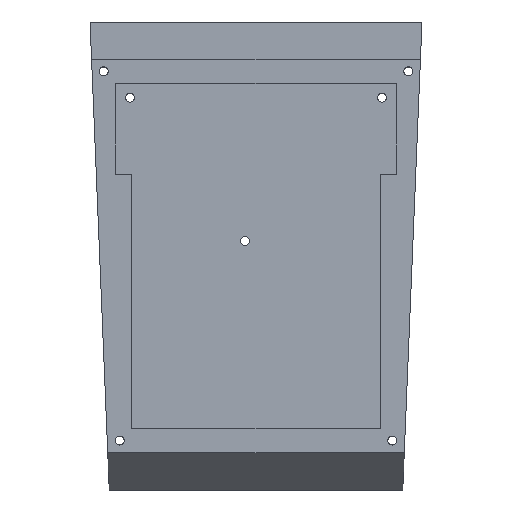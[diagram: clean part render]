
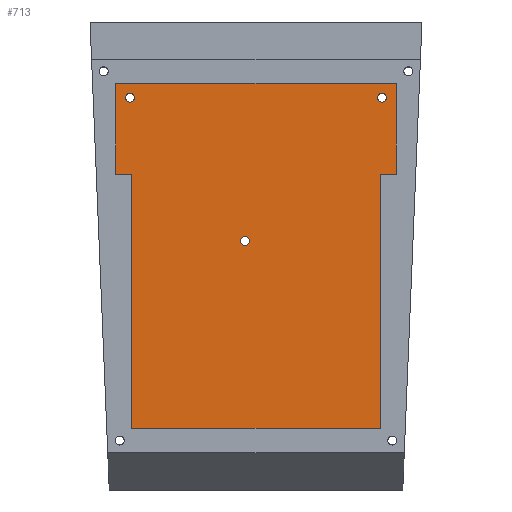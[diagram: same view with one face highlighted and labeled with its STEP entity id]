
A CAD part, top view. The second image highlights one B-rep face of the part: STEP entity #713.
In plain terms, the highlighted planar face has unit normal (0, 0, 1).
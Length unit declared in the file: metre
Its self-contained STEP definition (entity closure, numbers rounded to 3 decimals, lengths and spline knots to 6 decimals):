
#51=CIRCLE('',#783,0.0011);
#52=CIRCLE('',#784,0.0011);
#53=CIRCLE('',#785,0.0011);
#159=ORIENTED_EDGE('',*,*,#253,.F.);
#160=ORIENTED_EDGE('',*,*,#317,.T.);
#161=ORIENTED_EDGE('',*,*,#279,.T.);
#162=ORIENTED_EDGE('',*,*,#318,.T.);
#163=ORIENTED_EDGE('',*,*,#257,.F.);
#164=ORIENTED_EDGE('',*,*,#272,.T.);
#165=ORIENTED_EDGE('',*,*,#269,.F.);
#166=ORIENTED_EDGE('',*,*,#266,.F.);
#167=ORIENTED_EDGE('',*,*,#263,.T.);
#168=ORIENTED_EDGE('',*,*,#259,.T.);
#169=ORIENTED_EDGE('',*,*,#303,.T.);
#170=ORIENTED_EDGE('',*,*,#274,.T.);
#171=ORIENTED_EDGE('',*,*,#319,.F.);
#172=ORIENTED_EDGE('',*,*,#320,.F.);
#173=ORIENTED_EDGE('',*,*,#321,.F.);
#253=EDGE_CURVE('',#344,#345,#413,.T.);
#257=EDGE_CURVE('',#348,#349,#417,.T.);
#259=EDGE_CURVE('',#350,#351,#418,.T.);
#263=EDGE_CURVE('',#354,#350,#422,.T.);
#266=EDGE_CURVE('',#354,#356,#425,.T.);
#269=EDGE_CURVE('',#356,#358,#428,.T.);
#272=EDGE_CURVE('',#348,#358,#431,.T.);
#274=EDGE_CURVE('',#360,#345,#433,.T.);
#279=EDGE_CURVE('',#364,#365,#436,.T.);
#303=EDGE_CURVE('',#351,#360,#454,.T.);
#317=EDGE_CURVE('',#344,#364,#464,.T.);
#318=EDGE_CURVE('',#365,#349,#465,.F.);
#319=EDGE_CURVE('',#392,#392,#51,.T.);
#320=EDGE_CURVE('',#393,#393,#52,.T.);
#321=EDGE_CURVE('',#394,#394,#53,.T.);
#344=VERTEX_POINT('',#1039);
#345=VERTEX_POINT('',#1041);
#348=VERTEX_POINT('',#1047);
#349=VERTEX_POINT('',#1049);
#350=VERTEX_POINT('',#1053);
#351=VERTEX_POINT('',#1054);
#354=VERTEX_POINT('',#1062);
#356=VERTEX_POINT('',#1068);
#358=VERTEX_POINT('',#1074);
#360=VERTEX_POINT('',#1083);
#364=VERTEX_POINT('',#1093);
#365=VERTEX_POINT('',#1094);
#392=VERTEX_POINT('',#1168);
#393=VERTEX_POINT('',#1170);
#394=VERTEX_POINT('',#1172);
#413=LINE('',#1040,#474);
#417=LINE('',#1048,#478);
#418=LINE('',#1052,#479);
#422=LINE('',#1061,#483);
#425=LINE('',#1067,#486);
#428=LINE('',#1073,#489);
#431=LINE('',#1079,#492);
#433=LINE('',#1082,#494);
#436=LINE('',#1092,#497);
#454=LINE('',#1142,#515);
#464=LINE('',#1165,#525);
#465=LINE('',#1166,#526);
#474=VECTOR('',#835,1.);
#478=VECTOR('',#839,1.);
#479=VECTOR('',#844,1.);
#483=VECTOR('',#850,1.);
#486=VECTOR('',#855,1.);
#489=VECTOR('',#860,1.);
#492=VECTOR('',#865,1.);
#494=VECTOR('',#869,1.);
#497=VECTOR('',#878,1.);
#515=VECTOR('',#912,1.);
#525=VECTOR('',#940,1.);
#526=VECTOR('',#941,1.);
#556=EDGE_LOOP('',(#159,#160,#161,#162,#163,#164,#165,#166,#167,#168,#169,
#170));
#557=EDGE_LOOP('',(#171));
#558=EDGE_LOOP('',(#172));
#559=EDGE_LOOP('',(#173));
#627=FACE_BOUND('',#556,.T.);
#628=FACE_BOUND('',#557,.T.);
#629=FACE_BOUND('',#558,.T.);
#630=FACE_BOUND('',#559,.T.);
#692=PLANE('',#782);
#713=ADVANCED_FACE('',(#627,#628,#629,#630),#692,.T.);
#782=AXIS2_PLACEMENT_3D('',#1164,#938,#939);
#783=AXIS2_PLACEMENT_3D('',#1167,#942,#943);
#784=AXIS2_PLACEMENT_3D('',#1169,#944,#945);
#785=AXIS2_PLACEMENT_3D('',#1171,#946,#947);
#835=DIRECTION('',(0.,-1.,0.));
#839=DIRECTION('',(0.,-1.,0.));
#844=DIRECTION('',(1.,0.,0.));
#850=DIRECTION('',(0.,-1.,0.));
#855=DIRECTION('',(1.,0.,0.));
#860=DIRECTION('',(0.,-1.,0.));
#865=DIRECTION('',(1.,0.,0.));
#869=DIRECTION('',(1.,0.,0.));
#878=DIRECTION('',(0.041,0.999,0.));
#912=DIRECTION('',(0.,-1.,0.));
#938=DIRECTION('',(0.,0.,1.));
#939=DIRECTION('',(1.,0.,0.));
#940=DIRECTION('',(1.,0.,0.));
#941=DIRECTION('',(1.,0.,0.));
#942=DIRECTION('',(0.,0.,1.));
#943=DIRECTION('',(1.,0.,0.));
#944=DIRECTION('',(0.,0.,1.));
#945=DIRECTION('',(1.,0.,0.));
#946=DIRECTION('',(0.,0.,1.));
#947=DIRECTION('',(1.,0.,0.));
#1039=CARTESIAN_POINT('',(-0.003,0.016063,0.003));
#1040=CARTESIAN_POINT('',(-0.003,-0.001609,0.003));
#1041=CARTESIAN_POINT('',(-0.003,-0.033109,0.003));
#1047=CARTESIAN_POINT('',(-0.003,0.029891,0.003));
#1048=CARTESIAN_POINT('',(-0.003,-0.001609,0.003));
#1049=CARTESIAN_POINT('',(-0.003,0.027051,0.003));
#1052=CARTESIAN_POINT('',(-0.0665,0.029891,0.003));
#1053=CARTESIAN_POINT('',(-0.0685,0.029891,0.003));
#1054=CARTESIAN_POINT('',(-0.0645,0.029891,0.003));
#1061=CARTESIAN_POINT('',(-0.0685,0.041141,0.003));
#1062=CARTESIAN_POINT('',(-0.0685,0.052391,0.003));
#1067=CARTESIAN_POINT('',(-0.03375,0.052391,0.003));
#1068=CARTESIAN_POINT('',(0.001,0.052391,0.003));
#1073=CARTESIAN_POINT('',(0.001,0.041141,0.003));
#1074=CARTESIAN_POINT('',(0.001,0.029891,0.003));
#1079=CARTESIAN_POINT('',(-0.001,0.029891,0.003));
#1082=CARTESIAN_POINT('',(-0.03375,-0.033109,0.003));
#1083=CARTESIAN_POINT('',(-0.0645,-0.033109,0.003));
#1092=CARTESIAN_POINT('',(0.006292,0.041141,0.003));
#1093=CARTESIAN_POINT('',(0.005263,0.016063,0.003));
#1094=CARTESIAN_POINT('',(0.005714,0.027051,0.003));
#1142=CARTESIAN_POINT('',(-0.0645,-0.001609,0.003));
#1164=CARTESIAN_POINT('',(-0.03375,0.009641,0.003));
#1165=CARTESIAN_POINT('',(-0.03375,0.016063,0.003));
#1166=CARTESIAN_POINT('',(-0.003,0.027051,0.003));
#1167=CARTESIAN_POINT('',(-0.065,0.048891,0.003));
#1168=CARTESIAN_POINT('',(-0.0639,0.048891,0.003));
#1169=CARTESIAN_POINT('',(-0.0025,0.048891,0.003));
#1170=CARTESIAN_POINT('',(-0.0014,0.048891,0.003));
#1171=CARTESIAN_POINT('',(-0.0365,0.013391,0.003));
#1172=CARTESIAN_POINT('',(-0.0354,0.013391,0.003));
